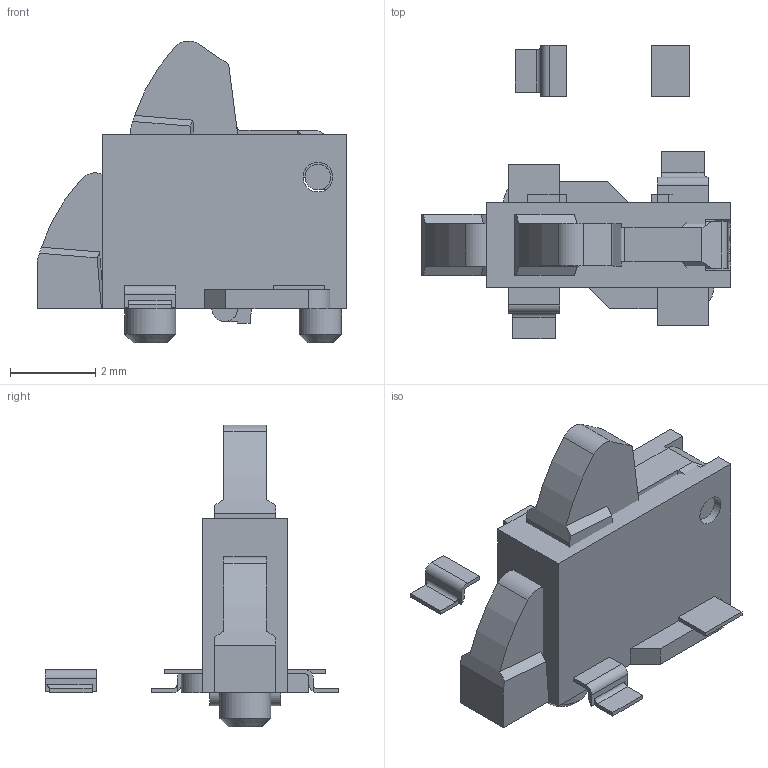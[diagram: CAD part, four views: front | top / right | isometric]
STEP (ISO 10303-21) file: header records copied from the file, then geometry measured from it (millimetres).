
FILE_DESCRIPTION( ( 'Unknown' ), '1' );
FILE_NAME( 'ese22mv21-std-sk.stp', 'Unknown', ( 'Unknown' ), ( 'Unknown' ), 'PSStep 10.0', 'Unknown', ' ' );
FILE_SCHEMA( ( 'AUTOMOTIVE_DESIGN { 1 0 10303 214 1 1 1 1 }' ) );
Length unit declared in the file: millimetre
Products named in the file (7): Assem1; sw-3d-131-e22cs5aa-mv-sk-r00; sw-3d-131-e22ts16-mv-sk-r10; sw-3d-131-e22lv12a-sk-r14
Bounding box: 7.29 x 6.9 x 7.1 mm (x, y, z)
Volume: 117.9 mm3; surface area: 301.7 mm2
Topology: 12 solids, 12 shells, 236 faces, 626 edges, 416 vertices
Faces by surface type: plane 182, cylinder 50, cone 4
Full cylindrical faces by diameter (mm): 0.6 x2, 0.7 x2, 1 x2, 1.2 x2
Entity records: 4290 total; most frequent: CARTESIAN_POINT 639, DIRECTION 614, ORIENTED_EDGE 604, EDGE_CURVE 302, LINE 236, VECTOR 236, VERTEX_POINT 204, AXIS2_PLACEMENT_3D 189
